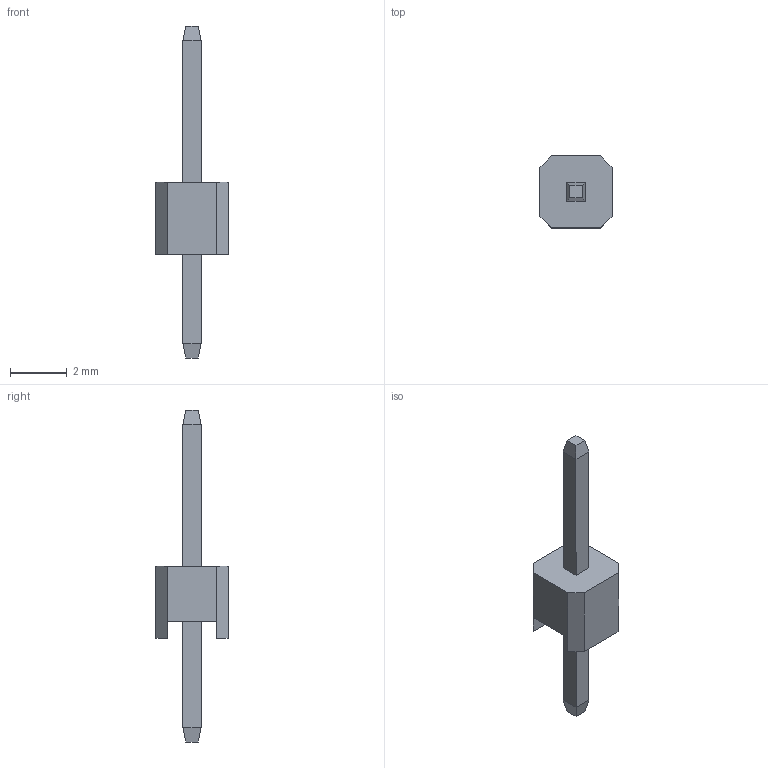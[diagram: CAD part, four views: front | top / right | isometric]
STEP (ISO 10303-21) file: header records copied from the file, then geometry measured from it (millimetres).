
FILE_DESCRIPTION(/* description */ ('Unknown'),/* implementation_level */ '2;1');
FILE_NAME(/* name */ 'hdr1x1',/* time_stamp */ '2017-01-14T02:01:27+01:00',/* author */ ('Unknown'),/* organization */ ('Unknown'),/* preprocessor_version */ 'ST-DEVELOPER v16.7',/* originating_system */ 'DEX',/* authorisation */ $);
FILE_SCHEMA (('AUTOMOTIVE_DESIGN {1 0 10303 214 3 1 1}'));
Length unit declared in the file: millimetre
Products named in the file (3): hdr1x1; body; pin
Assembly tree (2 placements, depth 2):
  hdr1x1
    body
    pin
Bounding box: 2.54 x 2.54 x 11.7 mm (x, y, z)
Volume: 16.8 mm3; surface area: 70.8 mm2
Topology: 2 solids, 2 shells, 32 faces, 72 edges, 44 vertices
Faces by surface type: plane 32
Entity records: 940 total; most frequent: CARTESIAN_POINT 151, ORIENTED_EDGE 144, DIRECTION 142, EDGE_CURVE 72, LINE 72, VECTOR 72, VERTEX_POINT 44, AXIS2_PLACEMENT_3D 35
